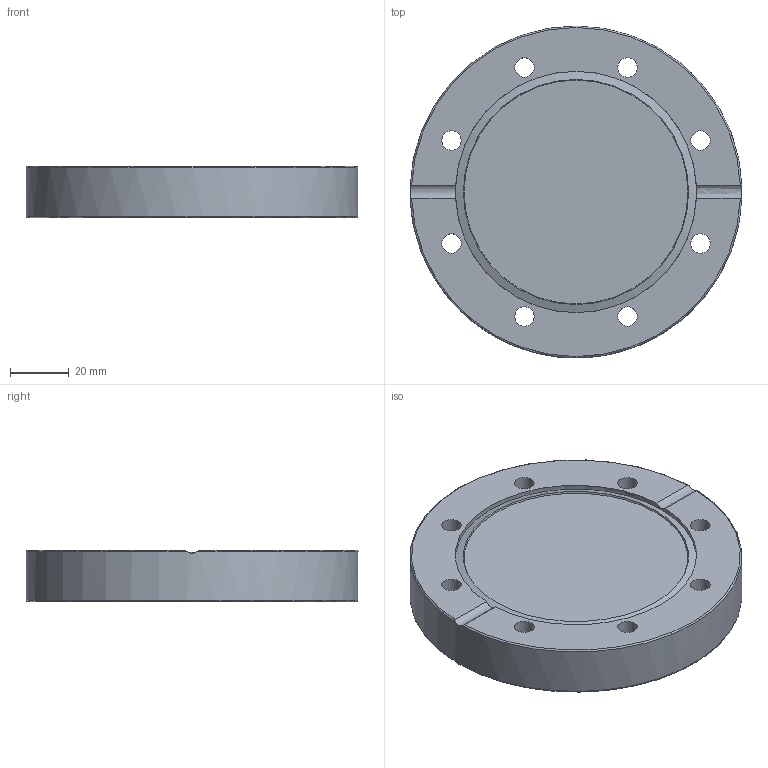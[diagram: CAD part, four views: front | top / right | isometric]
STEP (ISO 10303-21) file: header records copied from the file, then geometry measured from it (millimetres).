
FILE_DESCRIPTION((''),'2;1');
FILE_NAME('F63T-316LNS.stp','2009-03-12T16:50:24',('hasers'),(''),'Autodesk Inventor 2008','Autodesk Inventor 2008','');
FILE_SCHEMA(('AUTOMOTIVE_DESIGN { 1 0 10303 214 1 1 1 1 }'));
Length unit declared in the file: millimetre
Products named in the file (2): F63T-316LNS; CF-07 [Keywords [Summary]=1.4429][Company [Summary]=Vacom][Title [Summary]=F63T]
Assembly tree (1 placements, depth 2):
  F63T-316LNS
    CF-07 [Keywords [Summary]=1.4429][Company [Summary]=Vacom][Title [Summary]=F63T]
Bounding box: 113.5 x 113.5 x 17.5 mm (x, y, z)
Volume: 165728.9 mm3; surface area: 29257.3 mm2
Topology: 1 solids, 1 shells, 21 faces, 62 edges, 43 vertices
Faces by surface type: bspline 9, plane 4, cylinder 3, torus 3, cone 2
Full cylindrical faces by diameter (mm): 82.5 x1, 113.5 x1
Entity records: 869 total; most frequent: CARTESIAN_POINT 365, DIRECTION 88, ORIENTED_EDGE 78, EDGE_LOOP 50, AXIS2_PLACEMENT_3D 42, EDGE_CURVE 39, VERTEX_POINT 33, FACE_BOUND 29
